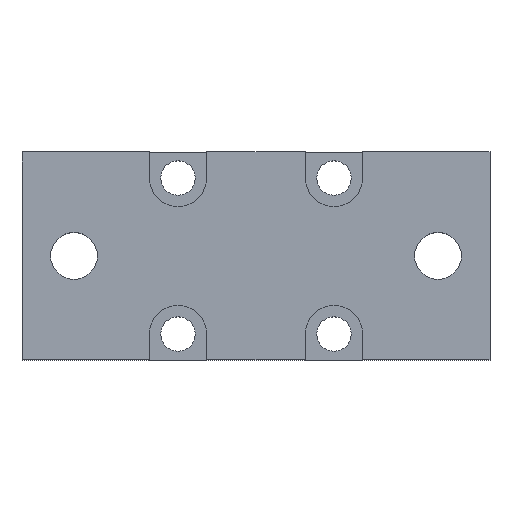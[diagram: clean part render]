
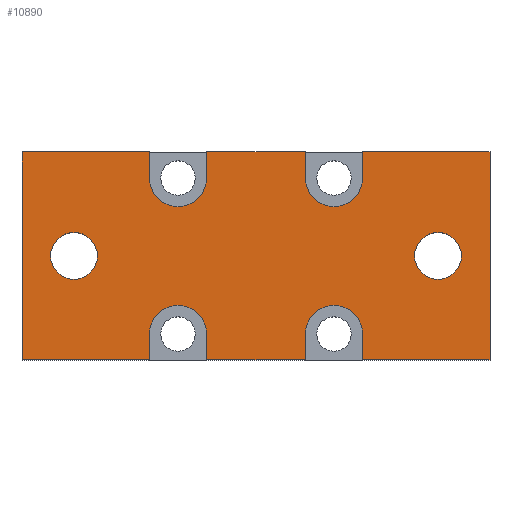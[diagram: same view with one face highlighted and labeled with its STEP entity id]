
A CAD part, top view. The second image highlights one B-rep face of the part: STEP entity #10890.
In plain terms, the highlighted face is planar.
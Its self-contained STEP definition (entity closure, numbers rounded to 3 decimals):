
#1720=CARTESIAN_POINT('',(-1300.454,-835.,
2201.263));
#1730=VERTEX_POINT('',#1720);
#1760=CARTESIAN_POINT('',(-1295.954,-835.,
2201.263));
#1770=DIRECTION('',(0.,1.,0.));
#1780=DIRECTION('',(-1.,0.,0.));
#1790=AXIS2_PLACEMENT_3D('',#1760,#1770,#1780);
#1800=CIRCLE('',#1790,4.5);
#1810=CARTESIAN_POINT('',(-1291.454,-835.,
2201.263));
#1820=VERTEX_POINT('',#1810);
#1830=EDGE_CURVE('',#1820,#1730,#1800,.T.);
#2560=CARTESIAN_POINT('',(-1310.454,-835.,1057.5));
#2570=DIRECTION('',(0.,0.,-1.));
#2580=VECTOR('',#2570,1.);
#2590=LINE('',#2560,#2580);
#2600=CARTESIAN_POINT('',(-1310.454,-835.,
2186.263));
#2610=VERTEX_POINT('',#2600);
#2620=CARTESIAN_POINT('',(-1310.454,-835.,
2181.263));
#2630=VERTEX_POINT('',#2620);
#2640=EDGE_CURVE('',#2610,#2630,#2590,.T.);
#2870=CARTESIAN_POINT('',(-1315.954,-835.,
2186.263));
#2880=DIRECTION('',(0.,1.,0.));
#2890=DIRECTION('',(-1.,0.,0.));
#2900=AXIS2_PLACEMENT_3D('',#2870,#2880,#2890);
#2910=CIRCLE('',#2900,5.5);
#2920=CARTESIAN_POINT('',(-1321.454,-835.,
2186.263));
#2930=VERTEX_POINT('',#2920);
#2940=EDGE_CURVE('',#2930,#2610,#2910,.T.);
#3120=CARTESIAN_POINT('',(-1321.454,-835.,1057.5));
#3130=DIRECTION('',(0.,0.,1.));
#3140=VECTOR('',#3130,1.);
#3150=LINE('',#3120,#3140);
#3160=CARTESIAN_POINT('',(-1321.454,-835.,
2181.263));
#3170=VERTEX_POINT('',#3160);
#3180=EDGE_CURVE('',#3170,#2930,#3150,.T.);
#3360=CARTESIAN_POINT('',(-1340.454,-835.,1057.5));
#3370=DIRECTION('',(0.,0.,-1.));
#3380=VECTOR('',#3370,1.);
#3390=LINE('',#3360,#3380);
#3400=CARTESIAN_POINT('',(-1340.454,-835.,
2186.263));
#3410=VERTEX_POINT('',#3400);
#3420=CARTESIAN_POINT('',(-1340.454,-835.,
2181.263));
#3430=VERTEX_POINT('',#3420);
#3440=EDGE_CURVE('',#3410,#3430,#3390,.T.);
#4440=CARTESIAN_POINT('',(-1345.954,-835.,
2186.263));
#4450=DIRECTION('',(0.,1.,0.));
#4460=DIRECTION('',(-1.,0.,0.));
#4470=AXIS2_PLACEMENT_3D('',#4440,#4450,#4460);
#4480=CIRCLE('',#4470,5.5);
#4490=CARTESIAN_POINT('',(-1345.954,-835.,
2191.763));
#4500=VERTEX_POINT('',#4490);
#4510=EDGE_CURVE('',#4500,#3410,#4480,.T.);
#4830=EDGE_CURVE('',#1730,#1820,#1800,.T.);
#5100=CARTESIAN_POINT('',(-1375.954,-835.,
2221.263));
#5110=VERTEX_POINT('',#5100);
#5140=CARTESIAN_POINT('',(-1277.5,-835.,
2221.263));
#5150=DIRECTION('',(-1.,0.,0.));
#5160=VECTOR('',#5150,1.);
#5170=LINE('',#5140,#5160);
#5180=CARTESIAN_POINT('',(-1351.454,-835.,
2221.263));
#5190=VERTEX_POINT('',#5180);
#5200=EDGE_CURVE('',#5190,#5110,#5170,.T.);
#5420=CARTESIAN_POINT('',(-1340.454,-835.,
2221.263));
#5430=VERTEX_POINT('',#5420);
#5460=CARTESIAN_POINT('',(-1275.954,-835.,
2221.263));
#5470=DIRECTION('',(-1.,0.,0.));
#5480=VECTOR('',#5470,1.);
#5490=LINE('',#5460,#5480);
#5500=CARTESIAN_POINT('',(-1321.454,-835.,
2221.263));
#5510=VERTEX_POINT('',#5500);
#5520=EDGE_CURVE('',#5510,#5430,#5490,.T.);
#5740=CARTESIAN_POINT('',(-1310.454,-835.,
2221.263));
#5750=VERTEX_POINT('',#5740);
#5780=CARTESIAN_POINT('',(-1285.954,-835.,
2221.263));
#5790=VERTEX_POINT('',#5780);
#5800=EDGE_CURVE('',#5790,#5750,#5490,.T.);
#5980=CARTESIAN_POINT('',(-1285.954,-835.,
2181.263));
#5990=DIRECTION('',(0.,0.,1.));
#6000=VECTOR('',#5990,1.);
#6010=LINE('',#5980,#6000);
#6020=CARTESIAN_POINT('',(-1285.954,-835.,
2181.263));
#6030=VERTEX_POINT('',#6020);
#6040=EDGE_CURVE('',#6030,#5790,#6010,.T.);
#6220=CARTESIAN_POINT('',(-1350.954,-835.,
2181.263));
#6230=DIRECTION('',(1.,0.,0.));
#6240=VECTOR('',#6230,1.);
#6250=LINE('',#6220,#6240);
#6260=EDGE_CURVE('',#2630,#6030,#6250,.T.);
#6310=EDGE_CURVE('',#3430,#3170,#6250,.T.);
#6390=CARTESIAN_POINT('',(-1351.454,-835.,
2181.263));
#6400=VERTEX_POINT('',#6390);
#6430=CARTESIAN_POINT('',(-1277.5,-835.,
2181.263));
#6440=DIRECTION('',(1.,0.,0.));
#6450=VECTOR('',#6440,1.);
#6460=LINE('',#6430,#6450);
#6470=CARTESIAN_POINT('',(-1375.954,-835.,
2181.263));
#6480=VERTEX_POINT('',#6470);
#6490=EDGE_CURVE('',#6480,#6400,#6460,.T.);
#7580=CARTESIAN_POINT('',(-1361.454,-835.,
2201.263));
#7590=VERTEX_POINT('',#7580);
#7620=CARTESIAN_POINT('',(-1365.954,-835.,
2201.263));
#7630=DIRECTION('',(0.,1.,0.));
#7640=DIRECTION('',(1.,0.,0.));
#7650=AXIS2_PLACEMENT_3D('',#7620,#7630,#7640);
#7660=CIRCLE('',#7650,4.5);
#7670=CARTESIAN_POINT('',(-1370.454,-835.,
2201.263));
#7680=VERTEX_POINT('',#7670);
#7690=EDGE_CURVE('',#7680,#7590,#7660,.T.);
#7860=CARTESIAN_POINT('',(-1345.954,-835.,
2216.263));
#7870=DIRECTION('',(0.,1.,0.));
#7880=DIRECTION('',(-1.,0.,0.));
#7890=AXIS2_PLACEMENT_3D('',#7860,#7870,#7880);
#7900=CIRCLE('',#7890,5.5);
#7910=CARTESIAN_POINT('',(-1340.454,-835.,
2216.263));
#7920=VERTEX_POINT('',#7910);
#7930=CARTESIAN_POINT('',(-1345.954,-835.,
2210.763));
#7940=VERTEX_POINT('',#7930);
#7950=EDGE_CURVE('',#7920,#7940,#7900,.T.);
#8180=CARTESIAN_POINT('',(-1340.454,-835.,1057.5));
#8190=DIRECTION('',(0.,0.,-1.));
#8200=VECTOR('',#8190,1.);
#8210=LINE('',#8180,#8200);
#8220=EDGE_CURVE('',#5430,#7920,#8210,.T.);
#8720=CARTESIAN_POINT('',(-1321.454,-835.,1057.5));
#8730=DIRECTION('',(0.,0.,1.));
#8740=VECTOR('',#8730,1.);
#8750=LINE('',#8720,#8740);
#8760=CARTESIAN_POINT('',(-1321.454,-835.,
2216.263));
#8770=VERTEX_POINT('',#8760);
#8780=EDGE_CURVE('',#8770,#5510,#8750,.T.);
#8960=CARTESIAN_POINT('',(-1315.954,-835.,
2216.263));
#8970=DIRECTION('',(0.,1.,0.));
#8980=DIRECTION('',(-1.,0.,0.));
#8990=AXIS2_PLACEMENT_3D('',#8960,#8970,#8980);
#9000=CIRCLE('',#8990,5.5);
#9010=CARTESIAN_POINT('',(-1310.454,-835.,
2216.263));
#9020=VERTEX_POINT('',#9010);
#9030=EDGE_CURVE('',#9020,#8770,#9000,.T.);
#9210=CARTESIAN_POINT('',(-1310.454,-835.,1057.5));
#9220=DIRECTION('',(0.,0.,-1.));
#9230=VECTOR('',#9220,1.);
#9240=LINE('',#9210,#9230);
#9250=EDGE_CURVE('',#5750,#9020,#9240,.T.);
#9860=EDGE_CURVE('',#7590,#7680,#7660,.T.);
#9990=CARTESIAN_POINT('',(-1351.454,-835.,1057.5));
#10000=DIRECTION('',(0.,0.,-1.));
#10010=VECTOR('',#10000,1.);
#10020=LINE('',#9990,#10010);
#10030=CARTESIAN_POINT('',(-1351.454,-835.,
2216.263));
#10040=VERTEX_POINT('',#10030);
#10050=EDGE_CURVE('',#5190,#10040,#10020,.T.);
#10210=CARTESIAN_POINT('',(-1345.954,-835.,
2216.263));
#10220=DIRECTION('',(0.,1.,0.));
#10230=DIRECTION('',(-1.,0.,0.));
#10240=AXIS2_PLACEMENT_3D('',#10210,#10220,#10230);
#10250=CIRCLE('',#10240,5.5);
#10260=EDGE_CURVE('',#7940,#10040,#10250,.T.);
#10340=CARTESIAN_POINT('',(-1313.454,-835.,
2201.263));
#10350=DIRECTION('',(0.,1.,-0.));
#10360=DIRECTION('',(-1.,0.,0.));
#10370=AXIS2_PLACEMENT_3D('',#10340,#10350,#10360);
#10380=PLANE('',#10370);
#10390=ORIENTED_EDGE('',*,*,#4830,.F.);
#10400=ORIENTED_EDGE('',*,*,#1830,.F.);
#10410=EDGE_LOOP('',(#10400,#10390));
#10420=FACE_BOUND('',#10410,.T.);
#10430=ORIENTED_EDGE('',*,*,#9860,.F.);
#10440=ORIENTED_EDGE('',*,*,#7690,.F.);
#10450=EDGE_LOOP('',(#10440,#10430));
#10460=FACE_BOUND('',#10450,.T.);
#10470=CARTESIAN_POINT('',(-1345.954,-835.,
2186.263));
#10480=DIRECTION('',(0.,-1.,0.));
#10490=DIRECTION('',(1.,0.,0.));
#10500=AXIS2_PLACEMENT_3D('',#10470,#10480,#10490);
#10510=CIRCLE('',#10500,5.5);
#10520=CARTESIAN_POINT('',(-1351.454,-835.,
2186.263));
#10530=VERTEX_POINT('',#10520);
#10540=EDGE_CURVE('',#4500,#10530,#10510,.T.);
#10550=ORIENTED_EDGE('',*,*,#10540,.T.);
#10560=ORIENTED_EDGE('',*,*,#4510,.F.);
#10570=ORIENTED_EDGE('',*,*,#3440,.F.);
#10580=ORIENTED_EDGE('',*,*,#6310,.F.);
#10590=ORIENTED_EDGE('',*,*,#3180,.F.);
#10600=ORIENTED_EDGE('',*,*,#2940,.F.);
#10610=ORIENTED_EDGE('',*,*,#2640,.F.);
#10620=ORIENTED_EDGE('',*,*,#6260,.F.);
#10630=ORIENTED_EDGE('',*,*,#6040,.F.);
#10640=ORIENTED_EDGE('',*,*,#5800,.F.);
#10650=ORIENTED_EDGE('',*,*,#9250,.F.);
#10660=ORIENTED_EDGE('',*,*,#9030,.F.);
#10670=ORIENTED_EDGE('',*,*,#8780,.F.);
#10680=ORIENTED_EDGE('',*,*,#5520,.F.);
#10690=ORIENTED_EDGE('',*,*,#8220,.F.);
#10700=ORIENTED_EDGE('',*,*,#7950,.F.);
#10710=ORIENTED_EDGE('',*,*,#10260,.F.);
#10720=ORIENTED_EDGE('',*,*,#10050,.T.);
#10730=ORIENTED_EDGE('',*,*,#5200,.F.);
#10740=CARTESIAN_POINT('',(-1375.954,-835.,1057.5));
#10750=DIRECTION('',(0.,0.,-1.));
#10760=VECTOR('',#10750,1.);
#10770=LINE('',#10740,#10760);
#10780=EDGE_CURVE('',#5110,#6480,#10770,.T.);
#10790=ORIENTED_EDGE('',*,*,#10780,.F.);
#10800=ORIENTED_EDGE('',*,*,#6490,.F.);
#10810=CARTESIAN_POINT('',(-1351.454,-835.,1057.5));
#10820=DIRECTION('',(0.,0.,1.));
#10830=VECTOR('',#10820,1.);
#10840=LINE('',#10810,#10830);
#10850=EDGE_CURVE('',#6400,#10530,#10840,.T.);
#10860=ORIENTED_EDGE('',*,*,#10850,.F.);
#10870=EDGE_LOOP('',(#10860,#10800,#10790,#10730,#10720,#10710,#10700,
#10690,#10680,#10670,#10660,#10650,#10640,#10630,#10620,#10610,#10600,
#10590,#10580,#10570,#10560,#10550));
#10880=FACE_OUTER_BOUND('',#10870,.T.);
#10890=ADVANCED_FACE('',(#10420,#10460,#10880),#10380,.T.);
